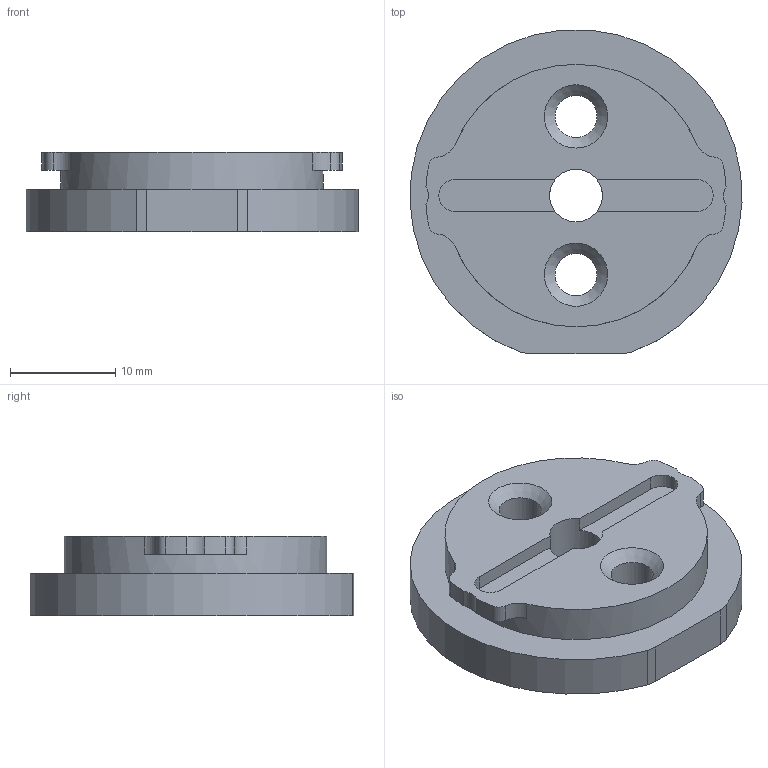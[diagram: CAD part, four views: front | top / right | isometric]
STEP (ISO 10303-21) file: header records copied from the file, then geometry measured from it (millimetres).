
FILE_DESCRIPTION(/* description */ (''),/* implementation_level */ '2;1');
FILE_NAME(/* name */ 'Support male v10.step',/* time_stamp */ '2021-04-11T11:18:32+02:00',/* author */ (''),/* organization */ (''),/* preprocessor_version */ 'ST-DEVELOPER v18.1',/* originating_system */ 'Autodesk Translation Framework v9.10.0.1330',/* authorisation */ '');
FILE_SCHEMA (('AUTOMOTIVE_DESIGN { 1 0 10303 214 3 1 1 }'));
Length unit declared in the file: millimetre
Products named in the file (1): Support male
Bounding box: 31.47 x 30.69 x 7.5 mm (x, y, z)
Volume: 3090.9 mm3; surface area: 2633.9 mm2
Topology: 1 solids, 1 shells, 41 faces, 107 edges, 70 vertices
Faces by surface type: cylinder 22, plane 15, cone 3, torus 1
Full cylindrical faces by diameter (mm): 4 x2, 5 x1, 24.85 x1, 24.9 x1
Entity records: 1338 total; most frequent: DIRECTION 248, CARTESIAN_POINT 219, ORIENTED_EDGE 214, EDGE_CURVE 107, AXIS2_PLACEMENT_3D 99, VERTEX_POINT 70, CIRCLE 57, LINE 50
